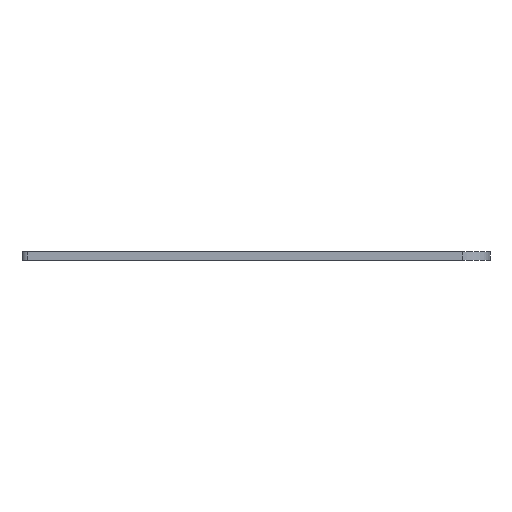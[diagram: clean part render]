
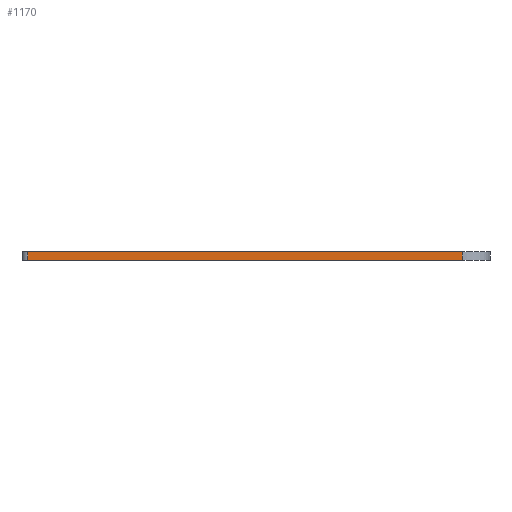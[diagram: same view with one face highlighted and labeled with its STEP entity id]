
A CAD part, left-side view. The second image highlights one B-rep face of the part: STEP entity #1170.
In plain terms, the highlighted planar face has unit normal (-1, 0, 0).
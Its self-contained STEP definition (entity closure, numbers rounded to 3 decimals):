
#63=PLANE('',#1269);
#92=FACE_OUTER_BOUND('',#150,.T.);
#150=EDGE_LOOP('',(#823,#824,#825,#826));
#255=LINE('',#1792,#347);
#257=LINE('',#1798,#349);
#258=LINE('',#1800,#350);
#259=LINE('',#1801,#351);
#347=VECTOR('',#1438,10.);
#349=VECTOR('',#1444,10.);
#350=VECTOR('',#1445,10.);
#351=VECTOR('',#1446,10.);
#524=VERTEX_POINT('',#1789);
#525=VERTEX_POINT('',#1791);
#527=VERTEX_POINT('',#1797);
#528=VERTEX_POINT('',#1799);
#644=EDGE_CURVE('',#524,#525,#255,.T.);
#647=EDGE_CURVE('',#524,#527,#257,.T.);
#648=EDGE_CURVE('',#528,#527,#258,.T.);
#649=EDGE_CURVE('',#525,#528,#259,.T.);
#823=ORIENTED_EDGE('',*,*,#644,.F.);
#824=ORIENTED_EDGE('',*,*,#647,.T.);
#825=ORIENTED_EDGE('',*,*,#648,.F.);
#826=ORIENTED_EDGE('',*,*,#649,.F.);
#1170=ADVANCED_FACE('',(#92),#63,.T.);
#1269=AXIS2_PLACEMENT_3D('',#1796,#1442,#1443);
#1438=DIRECTION('',(0.,0.,1.));
#1442=DIRECTION('center_axis',(-1.,0.,0.));
#1443=DIRECTION('ref_axis',(0.,-1.,0.));
#1444=DIRECTION('',(0.,-1.,0.));
#1445=DIRECTION('',(0.,0.,-1.));
#1446=DIRECTION('',(0.,-1.,0.));
#1789=CARTESIAN_POINT('',(0.,168.,0.));
#1791=CARTESIAN_POINT('',(0.,168.,3.));
#1792=CARTESIAN_POINT('',(0.,168.,1.5));
#1796=CARTESIAN_POINT('Origin',(0.,175.,0.));
#1797=CARTESIAN_POINT('',(0.,10.,0.));
#1798=CARTESIAN_POINT('',(0.,175.,0.));
#1799=CARTESIAN_POINT('',(0.,10.,3.));
#1800=CARTESIAN_POINT('',(0.,10.,0.));
#1801=CARTESIAN_POINT('',(0.,175.,3.));
